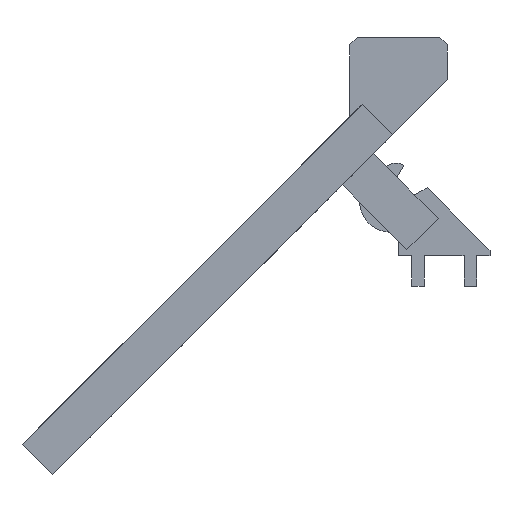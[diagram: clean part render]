
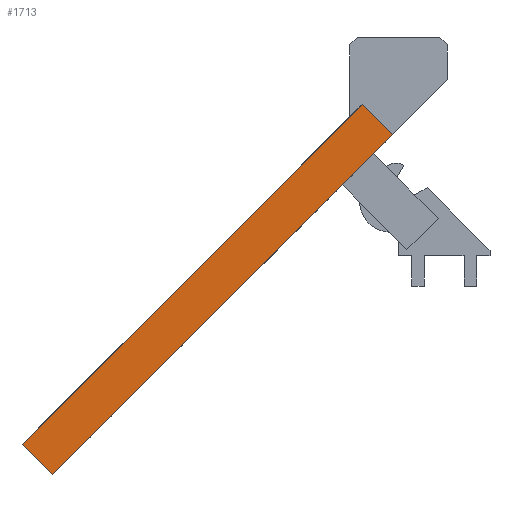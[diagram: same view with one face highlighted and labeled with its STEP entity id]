
A CAD part, left-side view. The second image highlights one B-rep face of the part: STEP entity #1713.
In plain terms, the highlighted planar face has unit normal (-1, 0, 0).
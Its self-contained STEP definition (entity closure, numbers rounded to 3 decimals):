
#1693=AXIS2_PLACEMENT_3D('Plane Axis2P3D',#1690,#1691,#1692) ;
#1199=CARTESIAN_POINT('Vertex',(0.,6.395,22.274)) ;
#1202=CARTESIAN_POINT('Line Origine',(0.,17.532,11.137)) ;
#1206=CARTESIAN_POINT('Vertex',(0.,28.668,0.)) ;
#1664=CARTESIAN_POINT('Line Origine',(0.,29.658,0.99)) ;
#1668=CARTESIAN_POINT('Vertex',(0.,30.648,1.98)) ;
#1690=CARTESIAN_POINT('Axis2P3D Location',(0.,4.273,20.153)) ;
#1695=CARTESIAN_POINT('Line Origine',(0.,7.385,23.264)) ;
#1699=CARTESIAN_POINT('Vertex',(0.,8.375,24.254)) ;
#1702=CARTESIAN_POINT('Line Origine',(0.,19.511,13.117)) ;
#1203=DIRECTION('Vector Direction',(0.,0.707,-0.707)) ;
#1665=DIRECTION('Vector Direction',(0.,-0.707,-0.707)) ;
#1691=DIRECTION('Axis2P3D Direction',(-1.,0.,0.)) ;
#1692=DIRECTION('Axis2P3D XDirection',(0.,0.707,-0.707)) ;
#1696=DIRECTION('Vector Direction',(0.,-0.707,-0.707)) ;
#1703=DIRECTION('Vector Direction',(0.,0.707,-0.707)) ;
#1204=VECTOR('Line Direction',#1203,1.) ;
#1666=VECTOR('Line Direction',#1665,1.) ;
#1697=VECTOR('Line Direction',#1696,1.) ;
#1704=VECTOR('Line Direction',#1703,1.) ;
#1708=ORIENTED_EDGE('',*,*,#1208,.T.) ;
#1709=ORIENTED_EDGE('',*,*,#1701,.F.) ;
#1710=ORIENTED_EDGE('',*,*,#1706,.F.) ;
#1711=ORIENTED_EDGE('',*,*,#1670,.T.) ;
#1713=ADVANCED_FACE('S3D - SCHT - gedreht',(#1712),#1694,.T.) ;
#1208=EDGE_CURVE('',#1207,#1200,#1205,.F.) ;
#1670=EDGE_CURVE('',#1669,#1207,#1667,.T.) ;
#1701=EDGE_CURVE('',#1700,#1200,#1698,.T.) ;
#1706=EDGE_CURVE('',#1669,#1700,#1705,.F.) ;
#1707=EDGE_LOOP('',(#1708,#1709,#1710,#1711)) ;
#1712=FACE_OUTER_BOUND('',#1707,.T.) ;
#1205=LINE('Line',#1202,#1204) ;
#1667=LINE('Line',#1664,#1666) ;
#1698=LINE('Line',#1695,#1697) ;
#1705=LINE('Line',#1702,#1704) ;
#1694=PLANE('',#1693) ;
#1200=VERTEX_POINT('',#1199) ;
#1207=VERTEX_POINT('',#1206) ;
#1669=VERTEX_POINT('',#1668) ;
#1700=VERTEX_POINT('',#1699) ;
